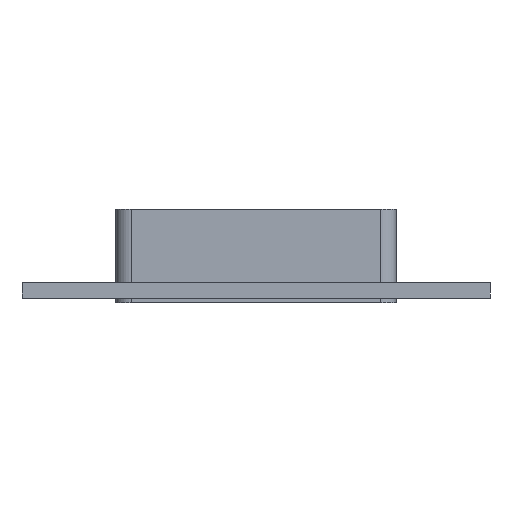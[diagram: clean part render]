
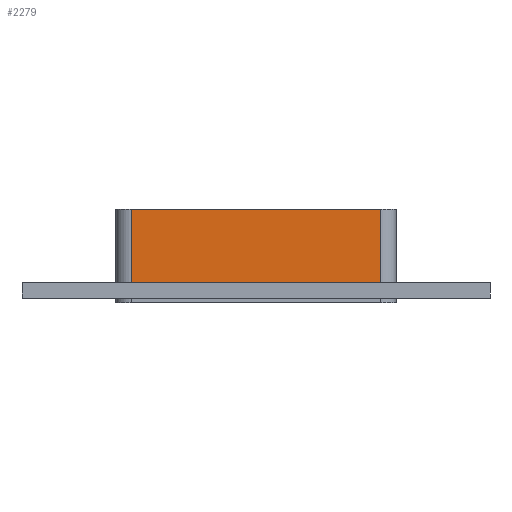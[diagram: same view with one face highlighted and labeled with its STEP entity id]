
A CAD part, left-side view. The second image highlights one B-rep face of the part: STEP entity #2279.
In plain terms, the highlighted planar face has unit normal (-1, 0, 0).
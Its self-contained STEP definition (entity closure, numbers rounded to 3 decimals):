
#921=CARTESIAN_POINT('',(-396.5,-79.75,-17.0));
#922=VERTEX_POINT('',#921);
#930=CARTESIAN_POINT('',(-396.5,79.75,-17.0));
#931=VERTEX_POINT('',#930);
#932=CARTESIAN_POINT('',(-396.5,79.75,-17.0));
#933=DIRECTION('',(0.0,-1.0,0.0));
#934=VECTOR('',#933,159.5);
#935=LINE('',#932,#934);
#936=EDGE_CURVE('',#931,#922,#935,.T.);
#1610=CARTESIAN_POINT('',(-396.5,-79.75,30.0));
#1611=VERTEX_POINT('',#1610);
#1619=CARTESIAN_POINT('',(-396.5,-79.75,30.0));
#1620=DIRECTION('',(0.0,0.0,-1.0));
#1621=VECTOR('',#1620,47.0);
#1622=LINE('',#1619,#1621);
#1623=EDGE_CURVE('',#1611,#922,#1622,.T.);
#1634=CARTESIAN_POINT('',(-396.5,79.75,30.0));
#1635=VERTEX_POINT('',#1634);
#1636=CARTESIAN_POINT('',(-396.5,79.75,-17.0));
#1637=DIRECTION('',(0.0,0.0,1.0));
#1638=VECTOR('',#1637,47.0);
#1639=LINE('',#1636,#1638);
#1640=EDGE_CURVE('',#931,#1635,#1639,.T.);
#2263=CARTESIAN_POINT('',(-396.5,89.75,0.0));
#2264=DIRECTION('',(-1.0,0.0,0.0));
#2265=DIRECTION('',(0.0,-1.0,0.0));
#2266=AXIS2_PLACEMENT_3D('',#2263,#2264,#2265);
#2267=PLANE('',#2266);
#2268=ORIENTED_EDGE('',*,*,#936,.T.);
#2269=ORIENTED_EDGE('',*,*,#1623,.F.);
#2270=CARTESIAN_POINT('',(-396.5,79.75,30.0));
#2271=DIRECTION('',(0.0,-1.0,0.0));
#2272=VECTOR('',#2271,159.5);
#2273=LINE('',#2270,#2272);
#2274=EDGE_CURVE('',#1635,#1611,#2273,.T.);
#2275=ORIENTED_EDGE('',*,*,#2274,.F.);
#2276=ORIENTED_EDGE('',*,*,#1640,.F.);
#2277=EDGE_LOOP('',(#2268,#2269,#2275,#2276));
#2278=FACE_OUTER_BOUND('',#2277,.T.);
#2279=ADVANCED_FACE('',(#2278),#2267,.T.);
